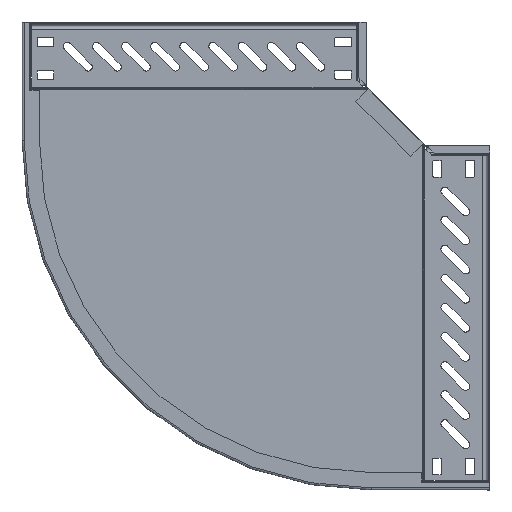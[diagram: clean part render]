
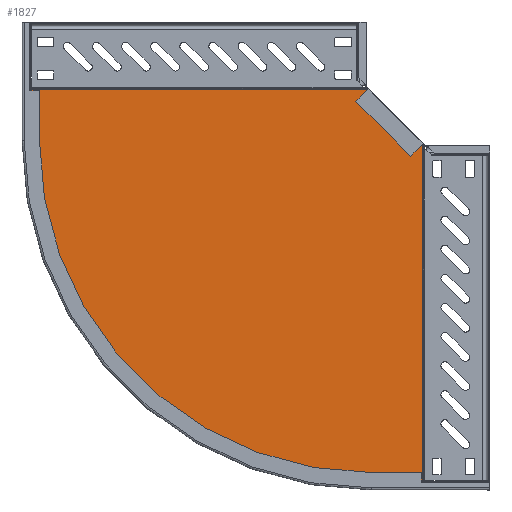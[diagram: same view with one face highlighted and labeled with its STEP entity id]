
A CAD part, front view. The second image highlights one B-rep face of the part: STEP entity #1827.
In plain terms, the highlighted planar face has unit normal (0, -1, 0).
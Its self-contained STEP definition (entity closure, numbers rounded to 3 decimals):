
#224 = CARTESIAN_POINT ( 'NONE',  ( 24.071, -0.75, -311.412 ) ) ;
#451 = CARTESIAN_POINT ( 'NONE',  ( -311.412, -0.75, 23.412 ) ) ;
#469 = CARTESIAN_POINT ( 'NONE',  ( 23.412, -0.75, -317.912 ) ) ;
#604 = ORIENTED_EDGE ( 'NONE', *, *, #1931, .F. ) ;
#727 = VECTOR ( 'NONE', #2675, 1000. ) ;
#792 = DIRECTION ( 'NONE',  ( 0., 1., 0. ) ) ;
#815 = ORIENTED_EDGE ( 'NONE', *, *, #3921, .F. ) ;
#876 = VERTEX_POINT ( 'NONE', #8217 ) ;
#977 = VERTEX_POINT ( 'NONE', #10020 ) ;
#1177 = CARTESIAN_POINT ( 'NONE',  ( -19.662, -0.75, -317.912 ) ) ;
#1302 = DIRECTION ( 'NONE',  ( 0., -1., 0. ) ) ;
#1827 = ADVANCED_FACE ( 'NONE', ( #5327 ), #2859, .T. ) ;
#1900 = ORIENTED_EDGE ( 'NONE', *, *, #2081, .F. ) ;
#1931 = EDGE_CURVE ( 'NONE', #3278, #8763, #7306, .T. ) ;
#2081 = EDGE_CURVE ( 'NONE', #8763, #977, #5874, .T. ) ;
#2110 = VECTOR ( 'NONE', #4602, 1000. ) ;
#2127 = CARTESIAN_POINT ( 'NONE',  ( -317.912, -0.75, 23.412 ) ) ;
#2168 = CARTESIAN_POINT ( 'NONE',  ( -317.912, -0.75, 23.412 ) ) ;
#2231 = EDGE_CURVE ( 'NONE', #10153, #7495, #3775, .T. ) ;
#2414 = ORIENTED_EDGE ( 'NONE', *, *, #8487, .T. ) ;
#2452 = DIRECTION ( 'NONE',  ( 0., 0., -1. ) ) ;
#2500 = CARTESIAN_POINT ( 'NONE',  ( -12.021, -0.75, 12.021 ) ) ;
#2563 = CARTESIAN_POINT ( 'NONE',  ( -19.662, -0.75, 24.071 ) ) ;
#2583 = VECTOR ( 'NONE', #6038, 1000. ) ;
#2675 = DIRECTION ( 'NONE',  ( 1., 0., 0. ) ) ;
#2818 = VERTEX_POINT ( 'NONE', #8580 ) ;
#2859 = PLANE ( 'NONE',  #3810 ) ;
#3194 = VERTEX_POINT ( 'NONE', #9922 ) ;
#3266 = CARTESIAN_POINT ( 'NONE',  ( -311.412, -0.75, 75.912 ) ) ;
#3278 = VERTEX_POINT ( 'NONE', #6891 ) ;
#3375 = VECTOR ( 'NONE', #6739, 1000. ) ;
#3589 = ORIENTED_EDGE ( 'NONE', *, *, #7168, .F. ) ;
#3757 = CARTESIAN_POINT ( 'NONE',  ( -19.662, -0.75, -317.912 ) ) ;
#3775 = LINE ( 'NONE', #2127, #8380 ) ;
#3810 = AXIS2_PLACEMENT_3D ( 'NONE', #7155, #1302, #4496 ) ;
#3921 = EDGE_CURVE ( 'NONE', #3194, #3278, #7522, .T. ) ;
#4166 = ORIENTED_EDGE ( 'NONE', *, *, #5952, .F. ) ;
#4234 = ORIENTED_EDGE ( 'NONE', *, *, #7318, .F. ) ;
#4496 = DIRECTION ( 'NONE',  ( 0., 0., -1. ) ) ;
#4572 = AXIS2_PLACEMENT_3D ( 'NONE', #9283, #792, #2452 ) ;
#4602 = DIRECTION ( 'NONE',  ( 0., 0., -1. ) ) ;
#4606 = VECTOR ( 'NONE', #8359, 1000. ) ;
#4655 = LINE ( 'NONE', #469, #2110 ) ;
#4809 = DIRECTION ( 'NONE',  ( 0.707, 0., -0.707 ) ) ;
#4912 = LINE ( 'NONE', #9042, #7227 ) ;
#4931 = LINE ( 'NONE', #2563, #4606 ) ;
#4988 = DIRECTION ( 'NONE',  ( 0., 0., -1. ) ) ;
#5142 = VERTEX_POINT ( 'NONE', #3757 ) ;
#5327 = FACE_OUTER_BOUND ( 'NONE', #9901, .T. ) ;
#5426 = DIRECTION ( 'NONE',  ( -1., 0., 0. ) ) ;
#5874 = LINE ( 'NONE', #6863, #2583 ) ;
#5952 = EDGE_CURVE ( 'NONE', #8274, #7495, #4912, .T. ) ;
#6038 = DIRECTION ( 'NONE',  ( -1., 0., 0. ) ) ;
#6093 = VECTOR ( 'NONE', #4809, 1000. ) ;
#6518 = DIRECTION ( 'NONE',  ( 0., 0., 1. ) ) ;
#6739 = DIRECTION ( 'NONE',  ( 0., 0., -1. ) ) ;
#6863 = CARTESIAN_POINT ( 'NONE',  ( 75.912, -0.75, -311.412 ) ) ;
#6891 = CARTESIAN_POINT ( 'NONE',  ( 24.071, -0.75, -24.071 ) ) ;
#7155 = CARTESIAN_POINT ( 'NONE',  ( -19.662, -0.75, -19.662 ) ) ;
#7167 = ORIENTED_EDGE ( 'NONE', *, *, #2231, .T. ) ;
#7168 = EDGE_CURVE ( 'NONE', #977, #876, #4655, .T. ) ;
#7227 = VECTOR ( 'NONE', #6518, 1000. ) ;
#7306 = LINE ( 'NONE', #9121, #7863 ) ;
#7318 = EDGE_CURVE ( 'NONE', #5142, #8274, #8983, .T. ) ;
#7407 = LINE ( 'NONE', #3266, #3375 ) ;
#7495 = VERTEX_POINT ( 'NONE', #2168 ) ;
#7522 = LINE ( 'NONE', #2500, #6093 ) ;
#7863 = VECTOR ( 'NONE', #4988, 1000. ) ;
#8217 = CARTESIAN_POINT ( 'NONE',  ( 23.412, -0.75, -317.912 ) ) ;
#8274 = VERTEX_POINT ( 'NONE', #10164 ) ;
#8317 = EDGE_CURVE ( 'NONE', #3194, #2818, #4931, .T. ) ;
#8359 = DIRECTION ( 'NONE',  ( -1., 0., 0. ) ) ;
#8380 = VECTOR ( 'NONE', #5426, 1000. ) ;
#8487 = EDGE_CURVE ( 'NONE', #5142, #876, #9450, .T. ) ;
#8572 = ORIENTED_EDGE ( 'NONE', *, *, #8797, .T. ) ;
#8580 = CARTESIAN_POINT ( 'NONE',  ( -311.412, -0.75, 24.071 ) ) ;
#8763 = VERTEX_POINT ( 'NONE', #224 ) ;
#8797 = EDGE_CURVE ( 'NONE', #2818, #10153, #7407, .T. ) ;
#8983 = CIRCLE ( 'NONE', #4572, 298.25 ) ;
#9042 = CARTESIAN_POINT ( 'NONE',  ( -317.912, -0.75, -19.662 ) ) ;
#9121 = CARTESIAN_POINT ( 'NONE',  ( 24.071, -0.75, -19.662 ) ) ;
#9283 = CARTESIAN_POINT ( 'NONE',  ( -19.662, -0.75, -19.662 ) ) ;
#9450 = LINE ( 'NONE', #1177, #727 ) ;
#9652 = ORIENTED_EDGE ( 'NONE', *, *, #8317, .T. ) ;
#9901 = EDGE_LOOP ( 'NONE', ( #815, #9652, #8572, #7167, #4166, #4234, #2414, #3589, #1900, #604 ) ) ;
#9922 = CARTESIAN_POINT ( 'NONE',  ( -24.071, -0.75, 24.071 ) ) ;
#10020 = CARTESIAN_POINT ( 'NONE',  ( 23.412, -0.75, -311.412 ) ) ;
#10153 = VERTEX_POINT ( 'NONE', #451 ) ;
#10164 = CARTESIAN_POINT ( 'NONE',  ( -317.912, -0.75, -19.662 ) ) ;
